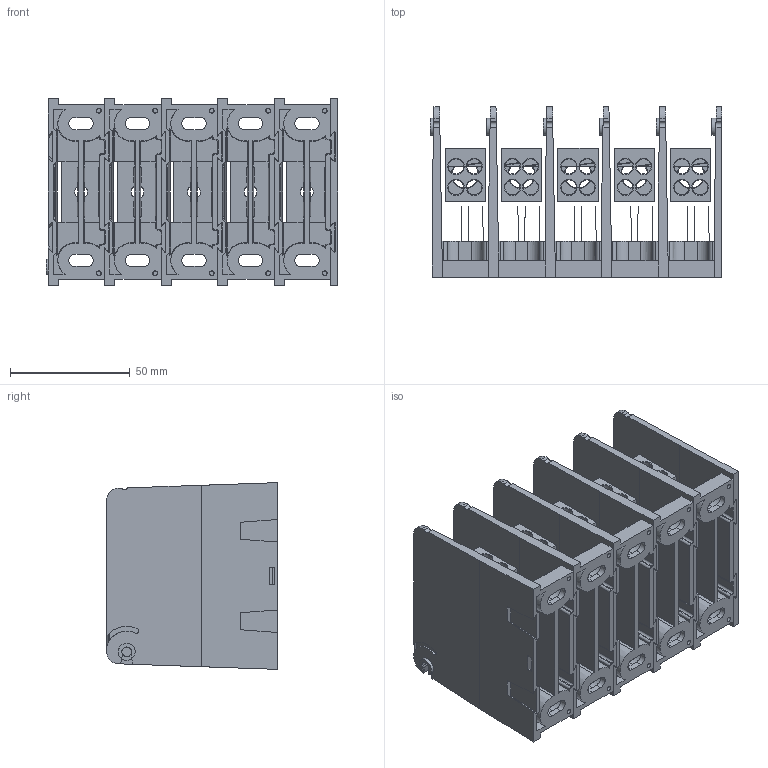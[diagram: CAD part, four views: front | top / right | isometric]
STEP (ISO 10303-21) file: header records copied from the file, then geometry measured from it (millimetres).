
FILE_DESCRIPTION (( 'STEP AP214' ), '1' );
FILE_NAME ('701871_5P_revA.STEP', '2014-02-15T13:00:41', ( '' ), ( '' ), 'SwSTEP 2.0', 'SolidWorks 2013', '' );
FILE_SCHEMA (( 'AUTOMOTIVE_DESIGN' ));
Length unit declared in the file: inch
Products named in the file (1): 701871_5P_revA
Bounding box: 122.03 x 71.37 x 78.11 mm (x, y, z)
Surface area: 121993.7 mm2 (no closed solid volume)
Topology: 0 solids, 33 shells, 748 faces, 2759 edges, 2007 vertices
Faces by surface type: plane 431, cylinder 239, cone 78
Full cylindrical faces by diameter (mm): 4.064 x1, 5.41 x10, 6.35 x24, 7.112 x1, 11.125 x5
Entity records: 52246 total; most frequent: CARTESIAN_POINT 20758, ORIENTED_EDGE 4278, DIRECTION 3984, EDGE_CURVE 2641, VERTEX_POINT 1978, VECTOR 1724, LINE 1724, AXIS2_PLACEMENT_3D 1130
